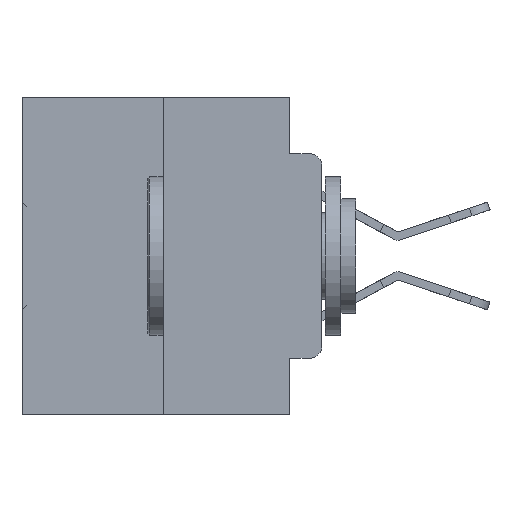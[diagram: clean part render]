
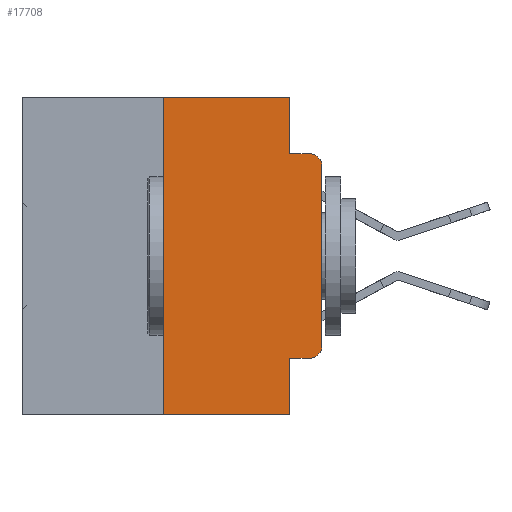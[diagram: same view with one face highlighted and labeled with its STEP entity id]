
A CAD part, left-side view. The second image highlights one B-rep face of the part: STEP entity #17708.
In plain terms, the highlighted planar face has unit normal (-1, 0, 0).
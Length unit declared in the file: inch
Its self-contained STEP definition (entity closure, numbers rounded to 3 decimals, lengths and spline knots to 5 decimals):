
#191 = EDGE_CURVE ( 'NONE', #10541, #26253, #2964, .T. ) ;
#900 = AXIS2_PLACEMENT_3D ( 'NONE', #18637, #2107, #21413 ) ;
#1304 = EDGE_CURVE ( 'NONE', #32363, #6851, #22776, .T. ) ;
#1786 = EDGE_CURVE ( 'NONE', #32492, #6851, #29097, .T. ) ;
#2107 = DIRECTION ( 'NONE',  ( -1., 0., 0. ) ) ;
#2573 = DIRECTION ( 'NONE',  ( 0., 0., -1. ) ) ;
#2964 = LINE ( 'NONE', #15435, #24117 ) ;
#3728 = DIRECTION ( 'NONE',  ( 0., 0., -1. ) ) ;
#4238 = LINE ( 'NONE', #32320, #18045 ) ;
#4294 = LINE ( 'NONE', #31065, #25412 ) ;
#4862 = DIRECTION ( 'NONE',  ( -1., 0., 0. ) ) ;
#5287 = VERTEX_POINT ( 'NONE', #32802 ) ;
#6775 = EDGE_CURVE ( 'NONE', #32363, #18994, #4294, .T. ) ;
#6851 = VERTEX_POINT ( 'NONE', #34129 ) ;
#6906 = ORIENTED_EDGE ( 'NONE', *, *, #191, .T. ) ;
#7196 = VECTOR ( 'NONE', #17337, 39.37008 ) ;
#8229 = ORIENTED_EDGE ( 'NONE', *, *, #29121, .T. ) ;
#8941 = EDGE_LOOP ( 'NONE', ( #6906, #8229, #9530, #10867, #11172, #12587, #13834, #17291, #19027, #19405 ) ) ;
#9004 = DIRECTION ( 'NONE',  ( 0., 0., 1. ) ) ;
#9530 = ORIENTED_EDGE ( 'NONE', *, *, #32286, .F. ) ;
#10541 = VERTEX_POINT ( 'NONE', #31731 ) ;
#10635 = EDGE_CURVE ( 'NONE', #13176, #10541, #29547, .T. ) ;
#10717 = CARTESIAN_POINT ( 'NONE',  ( 0., 0.25, 0. ) ) ;
#10759 = LINE ( 'NONE', #29238, #24533 ) ;
#10830 = DIRECTION ( 'NONE',  ( 0., -1., 0. ) ) ;
#10867 = ORIENTED_EDGE ( 'NONE', *, *, #25029, .F. ) ;
#11172 = ORIENTED_EDGE ( 'NONE', *, *, #25277, .F. ) ;
#12587 = ORIENTED_EDGE ( 'NONE', *, *, #6775, .F. ) ;
#13176 = VERTEX_POINT ( 'NONE', #17083 ) ;
#13488 = CARTESIAN_POINT ( 'NONE',  ( 0., 0., -0.1085 ) ) ;
#13834 = ORIENTED_EDGE ( 'NONE', *, *, #1304, .T. ) ;
#15435 = CARTESIAN_POINT ( 'NONE',  ( 0., 0., 0. ) ) ;
#16224 = PLANE ( 'NONE',  #20397 ) ;
#17083 = CARTESIAN_POINT ( 'NONE',  ( 0., 0.02, -0.4115 ) ) ;
#17291 = ORIENTED_EDGE ( 'NONE', *, *, #1786, .F. ) ;
#17337 = DIRECTION ( 'NONE',  ( 0., 0., -1. ) ) ;
#17708 = ADVANCED_FACE ( 'NONE', ( #23222 ), #16224, .F. ) ;
#18045 = VECTOR ( 'NONE', #35038, 39.37008 ) ;
#18637 = CARTESIAN_POINT ( 'NONE',  ( 0., 0.02, -0.3915 ) ) ;
#18801 = AXIS2_PLACEMENT_3D ( 'NONE', #21375, #4862, #24152 ) ;
#18964 = LINE ( 'NONE', #27265, #26258 ) ;
#18994 = VERTEX_POINT ( 'NONE', #10717 ) ;
#19027 = ORIENTED_EDGE ( 'NONE', *, *, #31832, .T. ) ;
#19090 = DIRECTION ( 'NONE',  ( 1., 0., 0. ) ) ;
#19405 = ORIENTED_EDGE ( 'NONE', *, *, #10635, .T. ) ;
#20397 = AXIS2_PLACEMENT_3D ( 'NONE', #27116, #19090, #2573 ) ;
#21375 = CARTESIAN_POINT ( 'NONE',  ( 0., 0.02, -0.1085 ) ) ;
#21413 = DIRECTION ( 'NONE',  ( 0., 0., -1. ) ) ;
#21955 = CARTESIAN_POINT ( 'NONE',  ( 0., 0.473, -0.5 ) ) ;
#22547 = VERTEX_POINT ( 'NONE', #25448 ) ;
#22776 = LINE ( 'NONE', #21955, #29133 ) ;
#23070 = CARTESIAN_POINT ( 'NONE',  ( 0., 0.051, 0. ) ) ;
#23222 = FACE_OUTER_BOUND ( 'NONE', #8941, .T. ) ;
#24117 = VECTOR ( 'NONE', #9004, 39.37008 ) ;
#24152 = DIRECTION ( 'NONE',  ( 0., 0., -1. ) ) ;
#24274 = CARTESIAN_POINT ( 'NONE',  ( 0., 0.25, -0.5 ) ) ;
#24533 = VECTOR ( 'NONE', #31925, 39.37008 ) ;
#24725 = CARTESIAN_POINT ( 'NONE',  ( 0., 0.051, -0.4115 ) ) ;
#25029 = EDGE_CURVE ( 'NONE', #5287, #29888, #26646, .T. ) ;
#25277 = EDGE_CURVE ( 'NONE', #18994, #5287, #4238, .T. ) ;
#25412 = VECTOR ( 'NONE', #33779, 39.37008 ) ;
#25448 = CARTESIAN_POINT ( 'NONE',  ( 0., 0.02, -0.0885 ) ) ;
#26253 = VERTEX_POINT ( 'NONE', #13488 ) ;
#26258 = VECTOR ( 'NONE', #10830, 39.37008 ) ;
#26646 = LINE ( 'NONE', #31160, #32952 ) ;
#26651 = DIRECTION ( 'NONE',  ( 0., -1., 0. ) ) ;
#27116 = CARTESIAN_POINT ( 'NONE',  ( 0., 0.473, 0. ) ) ;
#27265 = CARTESIAN_POINT ( 'NONE',  ( 0., 0.051, -0.4115 ) ) ;
#28132 = CARTESIAN_POINT ( 'NONE',  ( 0., 0.051, -0.0885 ) ) ;
#29097 = LINE ( 'NONE', #23070, #7196 ) ;
#29121 = EDGE_CURVE ( 'NONE', #26253, #22547, #34487, .T. ) ;
#29133 = VECTOR ( 'NONE', #26651, 39.37008 ) ;
#29238 = CARTESIAN_POINT ( 'NONE',  ( 0., 0.051, -0.0885 ) ) ;
#29547 = CIRCLE ( 'NONE', #900, 0.02 ) ;
#29888 = VERTEX_POINT ( 'NONE', #28132 ) ;
#31065 = CARTESIAN_POINT ( 'NONE',  ( 0., 0.25, 0. ) ) ;
#31160 = CARTESIAN_POINT ( 'NONE',  ( 0., 0.051, 0. ) ) ;
#31731 = CARTESIAN_POINT ( 'NONE',  ( 0., 0., -0.3915 ) ) ;
#31832 = EDGE_CURVE ( 'NONE', #32492, #13176, #18964, .T. ) ;
#31925 = DIRECTION ( 'NONE',  ( 0., -1., 0. ) ) ;
#32286 = EDGE_CURVE ( 'NONE', #29888, #22547, #10759, .T. ) ;
#32320 = CARTESIAN_POINT ( 'NONE',  ( 0., 0.473, 0. ) ) ;
#32363 = VERTEX_POINT ( 'NONE', #24274 ) ;
#32492 = VERTEX_POINT ( 'NONE', #24725 ) ;
#32802 = CARTESIAN_POINT ( 'NONE',  ( 0., 0.051, 0. ) ) ;
#32952 = VECTOR ( 'NONE', #3728, 39.37008 ) ;
#33779 = DIRECTION ( 'NONE',  ( 0., 0., 1. ) ) ;
#34129 = CARTESIAN_POINT ( 'NONE',  ( 0., 0.051, -0.5 ) ) ;
#34487 = CIRCLE ( 'NONE', #18801, 0.02 ) ;
#35038 = DIRECTION ( 'NONE',  ( 0., -1., 0. ) ) ;
